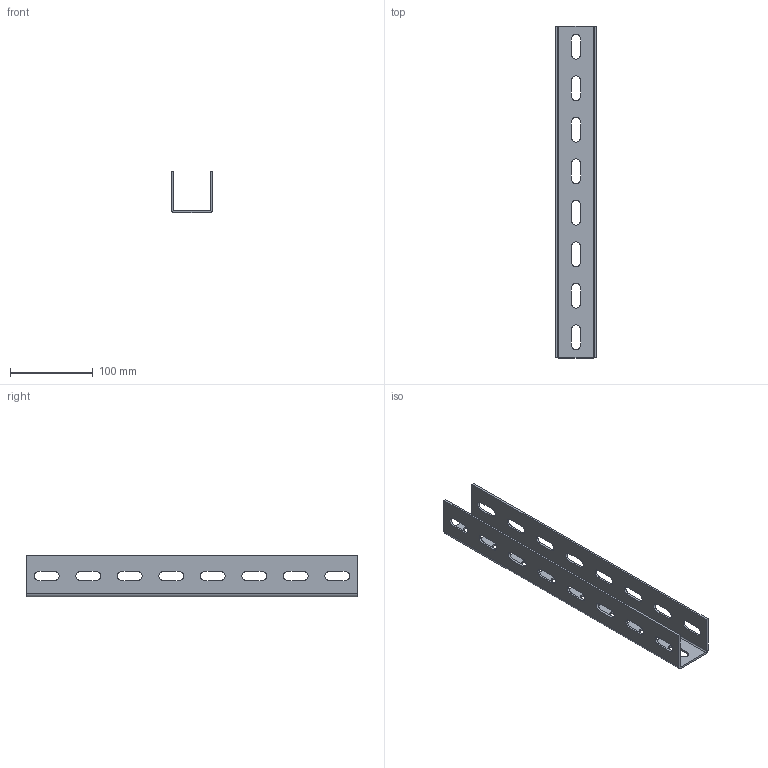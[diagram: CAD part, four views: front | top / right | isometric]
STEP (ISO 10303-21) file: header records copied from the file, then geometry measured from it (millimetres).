
FILE_DESCRIPTION((''),'2;1');
FILE_NAME('6340962','2012-07-24T',('AndreasKeweloh'),(''),'PRO/ENGINEER BY PARAMETRIC TECHNOLOGY CORPORATION, 2012130','PRO/ENGINEER BY PARAMETRIC TECHNOLOGY CORPORATION, 2012130','');
FILE_SCHEMA(('CONFIG_CONTROL_DESIGN'));
Length unit declared in the file: millimetre
Products named in the file (1): 6340962
Bounding box: 50 x 400 x 50 mm (x, y, z)
Volume: 124397.4 mm3; surface area: 106584.6 mm2
Topology: 1 solids, 1 shells, 110 faces, 324 edges, 216 vertices
Faces by surface type: plane 58, cylinder 52
Entity records: 3826 total; most frequent: CARTESIAN_POINT 650, DIRECTION 648, ORIENTED_EDGE 648, EDGE_CURVE 324, VECTOR 220, LINE 220, VERTEX_POINT 216, AXIS2_PLACEMENT_3D 214
